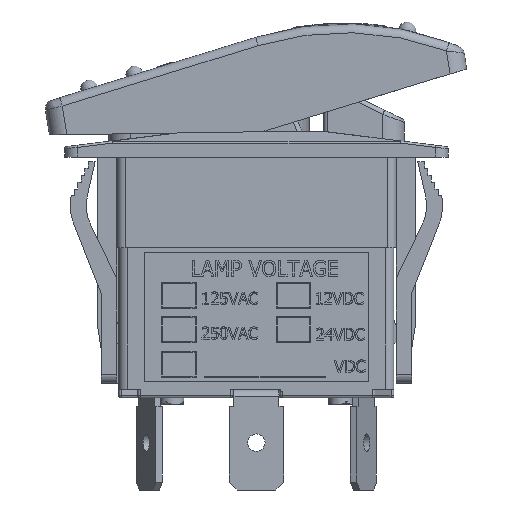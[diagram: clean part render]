
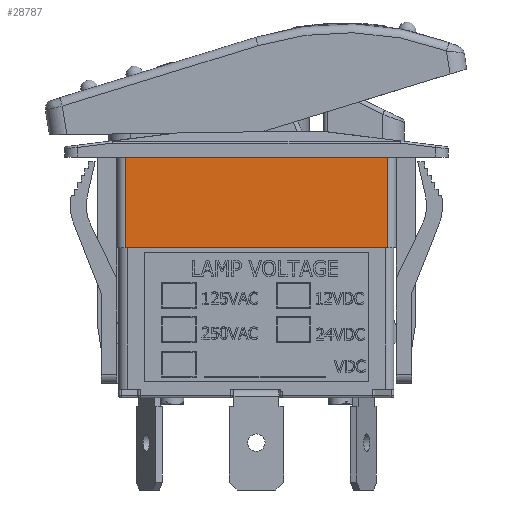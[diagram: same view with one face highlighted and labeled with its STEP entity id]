
A CAD part, front view. The second image highlights one B-rep face of the part: STEP entity #28787.
In plain terms, the highlighted planar face has unit normal (0, -1, 0).
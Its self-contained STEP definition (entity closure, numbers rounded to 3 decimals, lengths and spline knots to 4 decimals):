
#2646=LINE('',#48891,#5440);
#2879=LINE('',#49559,#5673);
#2881=LINE('',#49565,#5675);
#2882=LINE('',#49566,#5676);
#5440=VECTOR('',#35490,1.);
#5673=VECTOR('',#36019,1.);
#5675=VECTOR('',#36025,1.);
#5676=VECTOR('',#36026,1.);
#7031=PLANE('',#30642);
#8334=FACE_OUTER_BOUND('',#10026,.T.);
#10026=EDGE_LOOP('',(#24754,#24755,#24756,#24757));
#13723=VERTEX_POINT('',#48888);
#13724=VERTEX_POINT('',#48890);
#13987=VERTEX_POINT('',#49558);
#13989=VERTEX_POINT('',#49564);
#17404=EDGE_CURVE('',#13724,#13723,#2646,.T.);
#17730=EDGE_CURVE('',#13724,#13987,#2879,.T.);
#17733=EDGE_CURVE('',#13989,#13723,#2881,.T.);
#17734=EDGE_CURVE('',#13987,#13989,#2882,.T.);
#24754=ORIENTED_EDGE('',*,*,#17730,.F.);
#24755=ORIENTED_EDGE('',*,*,#17404,.T.);
#24756=ORIENTED_EDGE('',*,*,#17733,.F.);
#24757=ORIENTED_EDGE('',*,*,#17734,.F.);
#28787=ADVANCED_FACE('',(#8334),#7031,.T.);
#30642=AXIS2_PLACEMENT_3D('',#49563,#36023,#36024);
#35490=DIRECTION('',(1.,0.,0.));
#36019=DIRECTION('',(0.,0.,1.));
#36023=DIRECTION('center_axis',(0.,-1.,0.));
#36024=DIRECTION('ref_axis',(0.,0.,1.));
#36025=DIRECTION('',(0.,0.,-1.));
#36026=DIRECTION('',(1.,0.,0.));
#48888=CARTESIAN_POINT('',(1.52,-1.04,1.74));
#48890=CARTESIAN_POINT('',(-1.52,-1.04,1.74));
#48891=CARTESIAN_POINT('',(-1.62,-1.04,1.74));
#49558=CARTESIAN_POINT('',(-1.52,-1.04,2.79));
#49559=CARTESIAN_POINT('',(-1.52,-1.04,2.79));
#49563=CARTESIAN_POINT('Origin',(-1.62,-1.04,2.79));
#49564=CARTESIAN_POINT('',(1.52,-1.04,2.79));
#49565=CARTESIAN_POINT('',(1.52,-1.04,2.79));
#49566=CARTESIAN_POINT('',(-0.81,-1.04,2.79));
